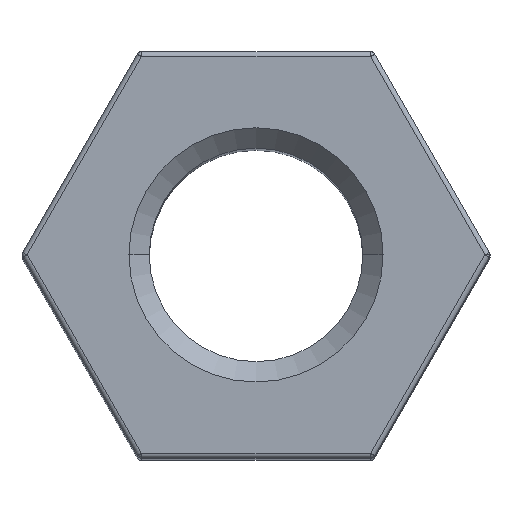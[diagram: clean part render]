
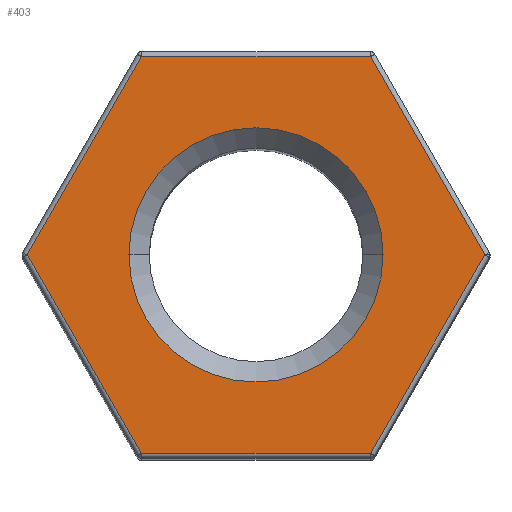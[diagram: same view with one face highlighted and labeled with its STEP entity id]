
A CAD part, top view. The second image highlights one B-rep face of the part: STEP entity #403.
In plain terms, the highlighted planar face has unit normal (0, 0, 1).
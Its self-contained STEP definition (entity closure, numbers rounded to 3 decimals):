
#66 = CARTESIAN_POINT ( 'NONE',  ( -2.252, -3.9, 25. ) ) ;
#91 = LINE ( 'NONE', #353, #635 ) ;
#125 = VECTOR ( 'NONE', #1147, 1000. ) ;
#173 = DIRECTION ( 'NONE',  ( 0., 0., -1. ) ) ;
#206 = FACE_OUTER_BOUND ( 'NONE', #559, .T. ) ;
#218 = FACE_BOUND ( 'NONE', #948, .T. ) ;
#239 = VECTOR ( 'NONE', #439, 1000. ) ;
#241 = CARTESIAN_POINT ( 'NONE',  ( -2.223, -3.95, 25. ) ) ;
#245 = CARTESIAN_POINT ( 'NONE',  ( 2.309, -3.9, 25. ) ) ;
#324 = LINE ( 'NONE', #974, #239 ) ;
#333 = ORIENTED_EDGE ( 'NONE', *, *, #715, .T. ) ;
#337 = DIRECTION ( 'NONE',  ( 0.5, -0.866, 0. ) ) ;
#353 = CARTESIAN_POINT ( 'NONE',  ( 4.532, 0.05, 25. ) ) ;
#370 = CARTESIAN_POINT ( 'NONE',  ( -2.5, 0., 25. ) ) ;
#377 = DIRECTION ( 'NONE',  ( 1., 0., 0. ) ) ;
#394 = ORIENTED_EDGE ( 'NONE', *, *, #889, .T. ) ;
#403 = ADVANCED_FACE ( 'NONE', ( #206, #218 ), #804, .T. ) ;
#439 = DIRECTION ( 'NONE',  ( -0.5, -0.866, 0. ) ) ;
#479 = VECTOR ( 'NONE', #337, 1000. ) ;
#487 = AXIS2_PLACEMENT_3D ( 'NONE', #1109, #497, #1170 ) ;
#495 = VECTOR ( 'NONE', #703, 1000. ) ;
#497 = DIRECTION ( 'NONE',  ( 0., 0., -1. ) ) ;
#527 = CARTESIAN_POINT ( 'NONE',  ( 2.5, 0., 25. ) ) ;
#538 = AXIS2_PLACEMENT_3D ( 'NONE', #810, #173, #926 ) ;
#548 = VERTEX_POINT ( 'NONE', #947 ) ;
#555 = ORIENTED_EDGE ( 'NONE', *, *, #678, .T. ) ;
#559 = EDGE_LOOP ( 'NONE', ( #1060, #836, #555, #333, #892, #619 ) ) ;
#581 = VERTEX_POINT ( 'NONE', #847 ) ;
#588 = DIRECTION ( 'NONE',  ( 0., 0., 1. ) ) ;
#619 = ORIENTED_EDGE ( 'NONE', *, *, #844, .T. ) ;
#635 = VECTOR ( 'NONE', #1216, 1000. ) ;
#645 = VERTEX_POINT ( 'NONE', #1257 ) ;
#657 = EDGE_CURVE ( 'NONE', #581, #548, #866, .T. ) ;
#671 = EDGE_CURVE ( 'NONE', #548, #1053, #324, .T. ) ;
#678 = EDGE_CURVE ( 'NONE', #1053, #925, #771, .T. ) ;
#696 = CARTESIAN_POINT ( 'NONE',  ( 2.223, 3.95, 25. ) ) ;
#703 = DIRECTION ( 'NONE',  ( -0.5, 0.866, 0. ) ) ;
#715 = EDGE_CURVE ( 'NONE', #925, #943, #1184, .T. ) ;
#736 = EDGE_CURVE ( 'NONE', #943, #645, #91, .T. ) ;
#771 = LINE ( 'NONE', #241, #479 ) ;
#783 = CIRCLE ( 'NONE', #538, 2.5 ) ;
#784 = VECTOR ( 'NONE', #869, 1000. ) ;
#804 = PLANE ( 'NONE',  #1146 ) ;
#810 = CARTESIAN_POINT ( 'NONE',  ( 0., 0., 25. ) ) ;
#811 = VERTEX_POINT ( 'NONE', #370 ) ;
#836 = ORIENTED_EDGE ( 'NONE', *, *, #671, .T. ) ;
#840 = CARTESIAN_POINT ( 'NONE',  ( 2.252, -3.9, 25. ) ) ;
#844 = EDGE_CURVE ( 'NONE', #645, #581, #1235, .T. ) ;
#847 = CARTESIAN_POINT ( 'NONE',  ( 2.252, 3.9, 25. ) ) ;
#859 = CARTESIAN_POINT ( 'NONE',  ( -4.503, 0., 25. ) ) ;
#862 = EDGE_CURVE ( 'NONE', #811, #1041, #783, .T. ) ;
#866 = LINE ( 'NONE', #1132, #784 ) ;
#869 = DIRECTION ( 'NONE',  ( -1., 0., 0. ) ) ;
#889 = EDGE_CURVE ( 'NONE', #1041, #811, #1215, .T. ) ;
#892 = ORIENTED_EDGE ( 'NONE', *, *, #736, .T. ) ;
#912 = CARTESIAN_POINT ( 'NONE',  ( 4.619, 0., 25. ) ) ;
#925 = VERTEX_POINT ( 'NONE', #66 ) ;
#926 = DIRECTION ( 'NONE',  ( 1., 0., 0. ) ) ;
#942 = ORIENTED_EDGE ( 'NONE', *, *, #862, .T. ) ;
#943 = VERTEX_POINT ( 'NONE', #840 ) ;
#947 = CARTESIAN_POINT ( 'NONE',  ( -2.252, 3.9, 25. ) ) ;
#948 = EDGE_LOOP ( 'NONE', ( #394, #942 ) ) ;
#974 = CARTESIAN_POINT ( 'NONE',  ( -4.532, -0.05, 25. ) ) ;
#1041 = VERTEX_POINT ( 'NONE', #527 ) ;
#1053 = VERTEX_POINT ( 'NONE', #859 ) ;
#1060 = ORIENTED_EDGE ( 'NONE', *, *, #657, .T. ) ;
#1109 = CARTESIAN_POINT ( 'NONE',  ( 0., 0., 25. ) ) ;
#1132 = CARTESIAN_POINT ( 'NONE',  ( -2.309, 3.9, 25. ) ) ;
#1146 = AXIS2_PLACEMENT_3D ( 'NONE', #912, #588, #377 ) ;
#1147 = DIRECTION ( 'NONE',  ( 1., 0., 0. ) ) ;
#1170 = DIRECTION ( 'NONE',  ( 1., 0., 0. ) ) ;
#1184 = LINE ( 'NONE', #245, #125 ) ;
#1215 = CIRCLE ( 'NONE', #487, 2.5 ) ;
#1216 = DIRECTION ( 'NONE',  ( 0.5, 0.866, 0. ) ) ;
#1235 = LINE ( 'NONE', #696, #495 ) ;
#1257 = CARTESIAN_POINT ( 'NONE',  ( 4.503, 0., 25. ) ) ;
